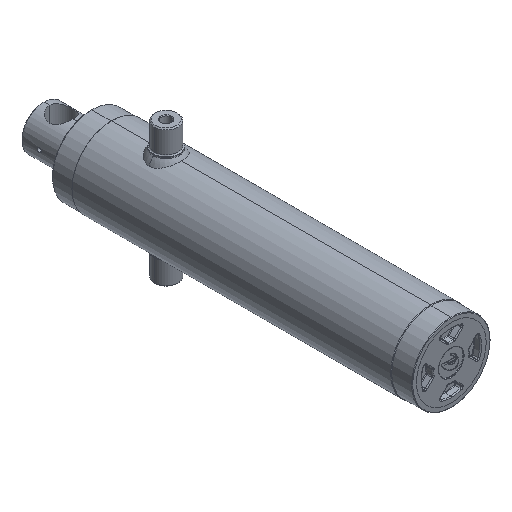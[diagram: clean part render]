
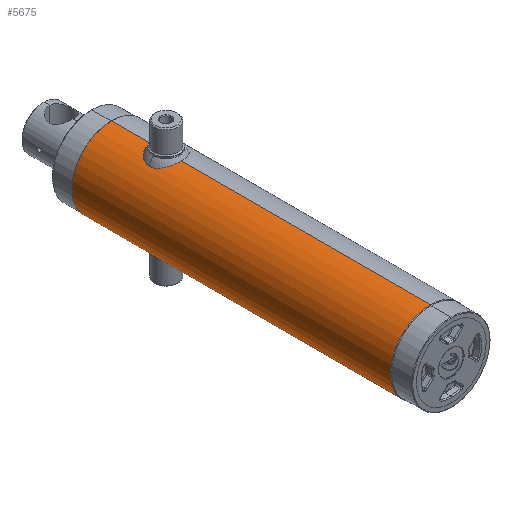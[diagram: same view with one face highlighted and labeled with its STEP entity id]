
A CAD part, isometric view. The second image highlights one B-rep face of the part: STEP entity #5675.
In plain terms, the highlighted cylindrical face has radius 75.75 mm (diameter 151.5 mm), a partial arc.
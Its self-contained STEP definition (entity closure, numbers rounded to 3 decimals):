
#145 = DIRECTION ( 'NONE',  ( 0., 0., 1. ) ) ;
#334 = CIRCLE ( 'NONE', #8753, 75.75 ) ;
#387 = EDGE_CURVE ( 'NONE', #5420, #3570, #1299, .T. ) ;
#519 = CARTESIAN_POINT ( 'NONE',  ( -4.516, 547.969, 75.616 ) ) ;
#541 = CARTESIAN_POINT ( 'NONE',  ( -5.8, 542.452, 75.528 ) ) ;
#578 = CARTESIAN_POINT ( 'NONE',  ( -1.942, 538.309, 75.726 ) ) ;
#747 = DIRECTION ( 'NONE',  ( 0., 1., 0. ) ) ;
#1039 = CARTESIAN_POINT ( 'NONE',  ( 0., 522.61, 0. ) ) ;
#1065 = VERTEX_POINT ( 'NONE', #7832 ) ;
#1145 = CARTESIAN_POINT ( 'NONE',  ( 0., 550., 75.75 ) ) ;
#1202 = CARTESIAN_POINT ( 'NONE',  ( -5.206, 547.009, 75.571 ) ) ;
#1230 = CARTESIAN_POINT ( 'NONE',  ( -5.62, 541.888, 75.541 ) ) ;
#1262 = CARTESIAN_POINT ( 'NONE',  ( -0.789, 538.039, 75.747 ) ) ;
#1299 = LINE ( 'NONE', #3904, #4801 ) ;
#1400 = CYLINDRICAL_SURFACE ( 'NONE', #3083, 75.75 ) ;
#1656 = CIRCLE ( 'NONE', #2084, 75.75 ) ;
#1767 = EDGE_CURVE ( 'NONE', #6960, #6743, #6936, .T. ) ;
#1873 = CARTESIAN_POINT ( 'NONE',  ( -0.392, 550., 75.75 ) ) ;
#1911 = CARTESIAN_POINT ( 'NONE',  ( -0.781, 549.962, 75.747 ) ) ;
#1939 = CARTESIAN_POINT ( 'NONE',  ( -5.616, 546.12, 75.542 ) ) ;
#1969 = CARTESIAN_POINT ( 'NONE',  ( -5.21, 540.998, 75.571 ) ) ;
#1997 = CARTESIAN_POINT ( 'NONE',  ( 0., 538., 75.75 ) ) ;
#2084 = AXIS2_PLACEMENT_3D ( 'NONE', #8551, #4331, #145 ) ;
#2543 = CARTESIAN_POINT ( 'NONE',  ( 0., 522.61, -75.75 ) ) ;
#2583 = B_SPLINE_CURVE_WITH_KNOTS ( 'NONE', 3,
 ( #1145, #1873, #1911, #6792, #2599, #7522, #3300, #8222, #4008, #8939, #4692, #519, #5421, #1202, #6125, #1939, #6830, #2620, #7547, #3330, #8255, #4038, #8963, #4728, #541, #5452, #1230, #6153, #1969, #6855, #2653, #7574, #3362, #8284, #4068, #8992, #4750, #578, #5476, #1262, #6184, #1997 ),
 .UNSPECIFIED., .F., .F.,
 ( 4, 2, 2, 2, 2, 2, 2, 2, 2, 2, 2, 2, 2, 2, 2, 2, 2, 2, 2, 2, 4 ),
 ( 0.019, 0.02, 0.021, 0.021, 0.022, 0.023, 0.025, 0.026, 0.026, 0.027, 0.028, 0.029, 0.03, 0.03, 0.032, 0.033, 0.034, 0.035, 0.035, 0.036, 0.038 ),
 .UNSPECIFIED. ) ;
#2599 = CARTESIAN_POINT ( 'NONE',  ( -1.554, 549.799, 75.734 ) ) ;
#2620 = CARTESIAN_POINT ( 'NONE',  ( -5.798, 545.556, 75.528 ) ) ;
#2653 = CARTESIAN_POINT ( 'NONE',  ( -4.522, 540.037, 75.615 ) ) ;
#2797 = EDGE_CURVE ( 'NONE', #1065, #5420, #1656, .T. ) ;
#2854 = ORIENTED_EDGE ( 'NONE', *, *, #8774, .F. ) ;
#2858 = VECTOR ( 'NONE', #3240, 1000. ) ;
#3083 = AXIS2_PLACEMENT_3D ( 'NONE', #1039, #8767, #4536 ) ;
#3240 = DIRECTION ( 'NONE',  ( 0., 1., 0. ) ) ;
#3300 = CARTESIAN_POINT ( 'NONE',  ( -2.114, 549.619, 75.721 ) ) ;
#3330 = CARTESIAN_POINT ( 'NONE',  ( -5.961, 544.79, 75.515 ) ) ;
#3362 = CARTESIAN_POINT ( 'NONE',  ( -3.667, 539.235, 75.662 ) ) ;
#3459 = ORIENTED_EDGE ( 'NONE', *, *, #387, .T. ) ;
#3570 = VERTEX_POINT ( 'NONE', #3581 ) ;
#3581 = CARTESIAN_POINT ( 'NONE',  ( 0., 538., 75.75 ) ) ;
#3675 = DIRECTION ( 'NONE',  ( 0., 1., 0. ) ) ;
#3904 = CARTESIAN_POINT ( 'NONE',  ( 0., 522.61, 75.75 ) ) ;
#4008 = CARTESIAN_POINT ( 'NONE',  ( -3.004, 549.209, 75.691 ) ) ;
#4038 = CARTESIAN_POINT ( 'NONE',  ( -6., 543.609, 75.512 ) ) ;
#4068 = CARTESIAN_POINT ( 'NONE',  ( -3.006, 538.804, 75.691 ) ) ;
#4331 = DIRECTION ( 'NONE',  ( 0., 1., 0. ) ) ;
#4479 = VERTEX_POINT ( 'NONE', #8864 ) ;
#4536 = DIRECTION ( 'NONE',  ( 0., 0., 1. ) ) ;
#4692 = CARTESIAN_POINT ( 'NONE',  ( -3.963, 548.522, 75.647 ) ) ;
#4727 = ORIENTED_EDGE ( 'NONE', *, *, #2797, .T. ) ;
#4728 = CARTESIAN_POINT ( 'NONE',  ( -5.848, 542.643, 75.524 ) ) ;
#4750 = CARTESIAN_POINT ( 'NONE',  ( -2.483, 538.534, 75.71 ) ) ;
#4801 = VECTOR ( 'NONE', #5358, 1000. ) ;
#4939 = CARTESIAN_POINT ( 'NONE',  ( 0., 648., 0. ) ) ;
#5358 = DIRECTION ( 'NONE',  ( 0., 1., 0. ) ) ;
#5420 = VERTEX_POINT ( 'NONE', #6259 ) ;
#5421 = CARTESIAN_POINT ( 'NONE',  ( -4.77, 547.661, 75.6 ) ) ;
#5452 = CARTESIAN_POINT ( 'NONE',  ( -5.686, 542.076, 75.536 ) ) ;
#5476 = CARTESIAN_POINT ( 'NONE',  ( -1.565, 538.194, 75.735 ) ) ;
#5661 = DIRECTION ( 'NONE',  ( 0., 0., 1. ) ) ;
#5675 = ADVANCED_FACE ( 'NONE', ( #7465 ), #1400, .T. ) ;
#5889 = EDGE_CURVE ( 'NONE', #4479, #6743, #334, .T. ) ;
#6125 = CARTESIAN_POINT ( 'NONE',  ( -5.39, 546.665, 75.558 ) ) ;
#6153 = CARTESIAN_POINT ( 'NONE',  ( -5.394, 541.343, 75.558 ) ) ;
#6184 = CARTESIAN_POINT ( 'NONE',  ( -0.397, 538., 75.75 ) ) ;
#6259 = CARTESIAN_POINT ( 'NONE',  ( 0., 40., 75.75 ) ) ;
#6417 = CARTESIAN_POINT ( 'NONE',  ( 0., 648., 75.75 ) ) ;
#6426 = CARTESIAN_POINT ( 'NONE',  ( 0., 522.61, 75.75 ) ) ;
#6563 = ORIENTED_EDGE ( 'NONE', *, *, #1767, .T. ) ;
#6609 = EDGE_LOOP ( 'NONE', ( #2854, #4727, #3459, #7705, #6563, #7266 ) ) ;
#6626 = CARTESIAN_POINT ( 'NONE',  ( 0., 550., 75.75 ) ) ;
#6743 = VERTEX_POINT ( 'NONE', #6417 ) ;
#6792 = CARTESIAN_POINT ( 'NONE',  ( -1.361, 549.847, 75.738 ) ) ;
#6830 = CARTESIAN_POINT ( 'NONE',  ( -5.683, 545.933, 75.537 ) ) ;
#6855 = CARTESIAN_POINT ( 'NONE',  ( -4.775, 540.346, 75.6 ) ) ;
#6936 = LINE ( 'NONE', #6426, #8605 ) ;
#6960 = VERTEX_POINT ( 'NONE', #6626 ) ;
#7266 = ORIENTED_EDGE ( 'NONE', *, *, #5889, .F. ) ;
#7465 = FACE_OUTER_BOUND ( 'NONE', #6609, .T. ) ;
#7522 = CARTESIAN_POINT ( 'NONE',  ( -1.93, 549.685, 75.726 ) ) ;
#7547 = CARTESIAN_POINT ( 'NONE',  ( -5.846, 545.366, 75.524 ) ) ;
#7574 = CARTESIAN_POINT ( 'NONE',  ( -3.969, 539.483, 75.646 ) ) ;
#7705 = ORIENTED_EDGE ( 'NONE', *, *, #8823, .F. ) ;
#7832 = CARTESIAN_POINT ( 'NONE',  ( 0., 40., -75.75 ) ) ;
#8222 = CARTESIAN_POINT ( 'NONE',  ( -2.656, 549.394, 75.704 ) ) ;
#8255 = CARTESIAN_POINT ( 'NONE',  ( -6., 544.401, 75.512 ) ) ;
#8284 = CARTESIAN_POINT ( 'NONE',  ( -3.176, 538.906, 75.684 ) ) ;
#8551 = CARTESIAN_POINT ( 'NONE',  ( 0., 40., 0. ) ) ;
#8605 = VECTOR ( 'NONE', #3675, 1000. ) ;
#8708 = LINE ( 'NONE', #2543, #2858 ) ;
#8753 = AXIS2_PLACEMENT_3D ( 'NONE', #4939, #747, #5661 ) ;
#8767 = DIRECTION ( 'NONE',  ( 0., 1., 0. ) ) ;
#8774 = EDGE_CURVE ( 'NONE', #1065, #4479, #8708, .T. ) ;
#8823 = EDGE_CURVE ( 'NONE', #6960, #3570, #2583, .T. ) ;
#8864 = CARTESIAN_POINT ( 'NONE',  ( 0., 648., -75.75 ) ) ;
#8939 = CARTESIAN_POINT ( 'NONE',  ( -3.661, 548.77, 75.662 ) ) ;
#8963 = CARTESIAN_POINT ( 'NONE',  ( -5.962, 543.218, 75.515 ) ) ;
#8992 = CARTESIAN_POINT ( 'NONE',  ( -2.66, 538.618, 75.703 ) ) ;
